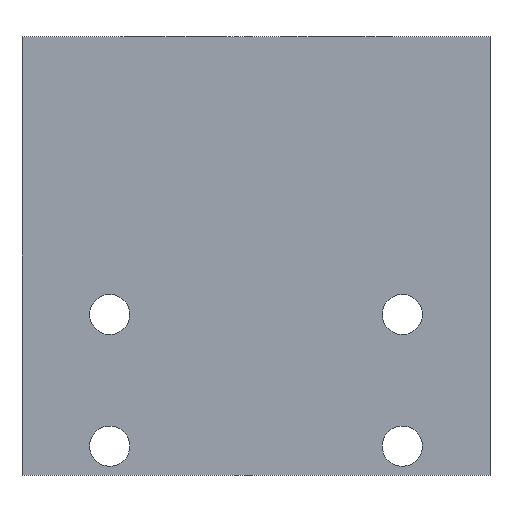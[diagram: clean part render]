
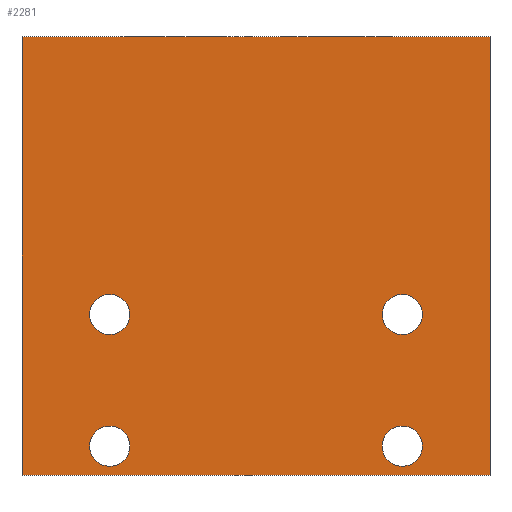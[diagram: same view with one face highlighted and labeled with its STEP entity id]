
A CAD part, front view. The second image highlights one B-rep face of the part: STEP entity #2281.
In plain terms, the highlighted planar face has unit normal (0, -1, 0).
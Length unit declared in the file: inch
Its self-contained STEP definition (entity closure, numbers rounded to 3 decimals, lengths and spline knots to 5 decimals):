
#5=DIRECTION('',(1.,0.,0.));
#6=VECTOR('',#5,4.);
#7=CARTESIAN_POINT('',(0.,-1.188,0.));
#8=LINE('',#7,#6);
#95=DIRECTION('',(0.,0.,1.));
#96=VECTOR('',#95,3.75);
#97=CARTESIAN_POINT('',(4.,-1.188,0.));
#98=LINE('',#97,#96);
#109=DIRECTION('',(0.,0.,1.));
#110=VECTOR('',#109,3.75);
#111=CARTESIAN_POINT('',(0.,-1.188,0.));
#112=LINE('',#111,#110);
#113=CARTESIAN_POINT('',(3.25,-1.188,1.375));
#114=DIRECTION('',(0.,-1.,0.));
#115=DIRECTION('',(-1.,0.,0.));
#116=AXIS2_PLACEMENT_3D('',#113,#114,#115);
#118=CARTESIAN_POINT('',(3.25,-1.188,1.375));
#119=DIRECTION('',(0.,-1.,0.));
#120=DIRECTION('',(1.,0.,0.));
#121=AXIS2_PLACEMENT_3D('',#118,#119,#120);
#123=CARTESIAN_POINT('',(0.75,-1.188,1.375));
#124=DIRECTION('',(0.,-1.,0.));
#125=DIRECTION('',(-1.,0.,0.));
#126=AXIS2_PLACEMENT_3D('',#123,#124,#125);
#128=CARTESIAN_POINT('',(0.75,-1.188,1.375));
#129=DIRECTION('',(0.,-1.,0.));
#130=DIRECTION('',(1.,0.,0.));
#131=AXIS2_PLACEMENT_3D('',#128,#129,#130);
#133=CARTESIAN_POINT('',(0.75,-1.188,0.25));
#134=DIRECTION('',(0.,-1.,0.));
#135=DIRECTION('',(-1.,0.,0.));
#136=AXIS2_PLACEMENT_3D('',#133,#134,#135);
#138=CARTESIAN_POINT('',(0.75,-1.188,0.25));
#139=DIRECTION('',(0.,-1.,0.));
#140=DIRECTION('',(1.,0.,0.));
#141=AXIS2_PLACEMENT_3D('',#138,#139,#140);
#143=CARTESIAN_POINT('',(3.25,-1.188,0.25));
#144=DIRECTION('',(0.,-1.,0.));
#145=DIRECTION('',(-1.,0.,0.));
#146=AXIS2_PLACEMENT_3D('',#143,#144,#145);
#148=CARTESIAN_POINT('',(3.25,-1.188,0.25));
#149=DIRECTION('',(0.,-1.,0.));
#150=DIRECTION('',(1.,0.,0.));
#151=AXIS2_PLACEMENT_3D('',#148,#149,#150);
#165=DIRECTION('',(1.,0.,0.));
#166=VECTOR('',#165,4.);
#167=CARTESIAN_POINT('',(0.,-1.188,3.75));
#168=LINE('',#167,#166);
#1877=CARTESIAN_POINT('',(0.,-1.188,0.));
#1879=VERTEX_POINT('',#1877);
#1880=CARTESIAN_POINT('',(4.,-1.188,0.));
#1881=VERTEX_POINT('',#1880);
#1885=CARTESIAN_POINT('',(0.,-1.188,3.75));
#1887=VERTEX_POINT('',#1885);
#1888=CARTESIAN_POINT('',(4.,-1.188,3.75));
#1889=VERTEX_POINT('',#1888);
#2044=CARTESIAN_POINT('',(3.078,-1.188,1.375));
#2045=CARTESIAN_POINT('',(3.422,-1.188,1.375));
#2046=VERTEX_POINT('',#2044);
#2047=VERTEX_POINT('',#2045);
#2052=CARTESIAN_POINT('',(0.578,-1.188,1.375));
#2053=CARTESIAN_POINT('',(0.922,-1.188,1.375));
#2054=VERTEX_POINT('',#2052);
#2055=VERTEX_POINT('',#2053);
#2060=CARTESIAN_POINT('',(0.578,-1.188,0.25));
#2061=CARTESIAN_POINT('',(0.922,-1.188,0.25));
#2062=VERTEX_POINT('',#2060);
#2063=VERTEX_POINT('',#2061);
#2068=CARTESIAN_POINT('',(3.078,-1.188,0.25));
#2069=CARTESIAN_POINT('',(3.422,-1.188,0.25));
#2070=VERTEX_POINT('',#2068);
#2071=VERTEX_POINT('',#2069);
#2245=CARTESIAN_POINT('',(0.,-1.188,0.));
#2246=DIRECTION('',(0.,-1.,0.));
#2247=DIRECTION('',(1.,0.,0.));
#2248=AXIS2_PLACEMENT_3D('',#2245,#2246,#2247);
#2249=PLANE('',#2248);
#2250=ORIENTED_EDGE('',*,*,#2145,.F.);
#2251=ORIENTED_EDGE('',*,*,#2164,.T.);
#2253=ORIENTED_EDGE('',*,*,#2252,.T.);
#2254=ORIENTED_EDGE('',*,*,#2231,.F.);
#2255=EDGE_LOOP('',(#2250,#2251,#2253,#2254));
#2256=FACE_OUTER_BOUND('',#2255,.F.);
#2258=ORIENTED_EDGE('',*,*,#2257,.T.);
#2260=ORIENTED_EDGE('',*,*,#2259,.T.);
#2261=EDGE_LOOP('',(#2258,#2260));
#2262=FACE_BOUND('',#2261,.F.);
#2264=ORIENTED_EDGE('',*,*,#2263,.T.);
#2266=ORIENTED_EDGE('',*,*,#2265,.T.);
#2267=EDGE_LOOP('',(#2264,#2266));
#2268=FACE_BOUND('',#2267,.F.);
#2270=ORIENTED_EDGE('',*,*,#2269,.T.);
#2272=ORIENTED_EDGE('',*,*,#2271,.T.);
#2273=EDGE_LOOP('',(#2270,#2272));
#2274=FACE_BOUND('',#2273,.F.);
#2276=ORIENTED_EDGE('',*,*,#2275,.T.);
#2278=ORIENTED_EDGE('',*,*,#2277,.T.);
#2279=EDGE_LOOP('',(#2276,#2278));
#2280=FACE_BOUND('',#2279,.F.);
#2281=ADVANCED_FACE('',(#2256,#2262,#2268,#2274,#2280),#2249,.T.);
#117=CIRCLE('',#116,0.172);
#122=CIRCLE('',#121,0.172);
#127=CIRCLE('',#126,0.172);
#132=CIRCLE('',#131,0.172);
#137=CIRCLE('',#136,0.172);
#142=CIRCLE('',#141,0.172);
#147=CIRCLE('',#146,0.172);
#152=CIRCLE('',#151,0.172);
#2145=EDGE_CURVE('',#1879,#1881,#8,.T.);
#2164=EDGE_CURVE('',#1879,#1887,#112,.T.);
#2231=EDGE_CURVE('',#1881,#1889,#98,.T.);
#2252=EDGE_CURVE('',#1887,#1889,#168,.T.);
#2257=EDGE_CURVE('',#2046,#2047,#117,.T.);
#2259=EDGE_CURVE('',#2047,#2046,#122,.T.);
#2263=EDGE_CURVE('',#2054,#2055,#127,.T.);
#2265=EDGE_CURVE('',#2055,#2054,#132,.T.);
#2269=EDGE_CURVE('',#2062,#2063,#137,.T.);
#2271=EDGE_CURVE('',#2063,#2062,#142,.T.);
#2275=EDGE_CURVE('',#2070,#2071,#147,.T.);
#2277=EDGE_CURVE('',#2071,#2070,#152,.T.);
